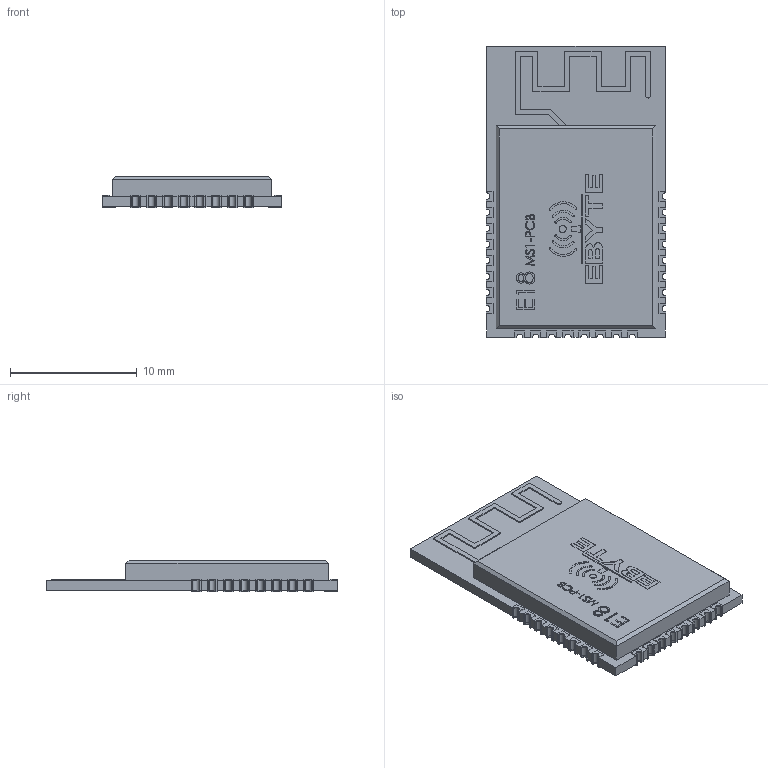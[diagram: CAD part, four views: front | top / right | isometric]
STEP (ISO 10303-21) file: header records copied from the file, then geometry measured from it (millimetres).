
FILE_DESCRIPTION (( 'STEP AP214' ), '1' );
FILE_NAME ('e18-ms1-ipx.STEP', '2020-05-02T06:42:27', ( '' ), ( '' ), 'SwSTEP 2.0', 'SolidWorks 2019', '' );
FILE_SCHEMA (( 'AUTOMOTIVE_DESIGN' ));
Length unit declared in the file: millimetre
Products named in the file (3): plate; êîíòàêò; e18-ms1-ipx
Assembly tree (25 placements, depth 2):
  e18-ms1-ipx
    plate
    êîíòàêò  x24
Bounding box: 14.2 x 23.05 x 2.5 mm (x, y, z)
Volume: 591.1 mm3; surface area: 920.4 mm2
Topology: 25 solids, 25 shells, 667 faces, 1751 edges, 1166 vertices
Faces by surface type: plane 483, bspline 135, cylinder 49
Entity records: 19374 total; most frequent: CARTESIAN_POINT 6541, ORIENTED_EDGE 2122, DIRECTION 1411, EDGE_CURVE 1061, VECTOR 739, LINE 739, VERTEX_POINT 706, EDGE_LOOP 423
